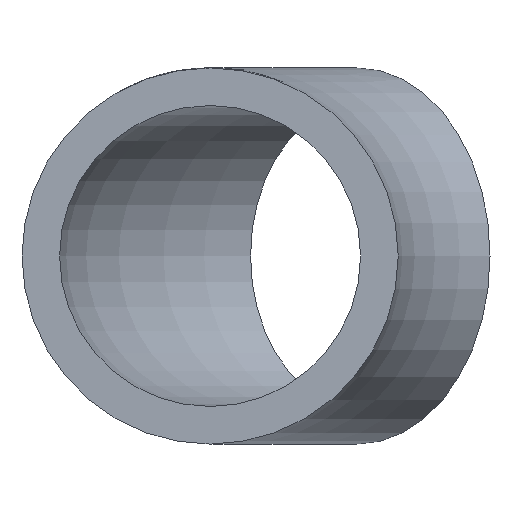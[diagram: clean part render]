
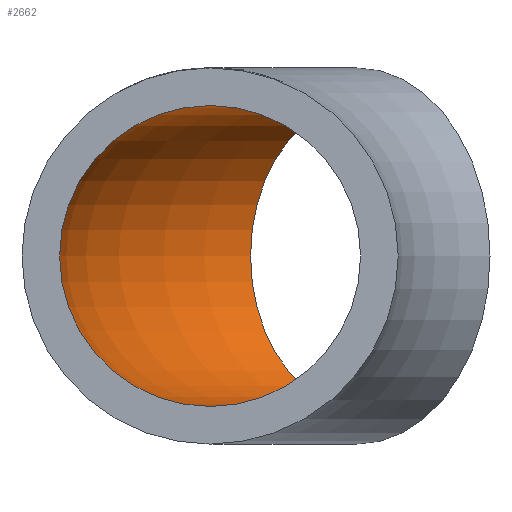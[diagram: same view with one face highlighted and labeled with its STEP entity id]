
A CAD part, front view. The second image highlights one B-rep face of the part: STEP entity #2662.
In plain terms, the highlighted toroidal (fillet/blend) face has major radius 20 mm and minor radius 6 mm.
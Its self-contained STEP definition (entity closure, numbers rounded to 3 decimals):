
#114 = EDGE_LOOP ( 'NONE', ( #7680 ) ) ;
#184 = CARTESIAN_POINT ( 'NONE',  ( -20., 0., 6. ) ) ;
#1136 = DIRECTION ( 'NONE',  ( 0., 1., 0. ) ) ;
#1193 = CARTESIAN_POINT ( 'NONE',  ( -20., 0., 0. ) ) ;
#1613 = CIRCLE ( 'NONE', #5263, 6. ) ;
#1632 = AXIS2_PLACEMENT_3D ( 'NONE', #1193, #1136, #10530 ) ;
#2662 = ADVANCED_FACE ( 'NONE', ( #4859, #3879 ), #2973, .F. ) ;
#2973 = TOROIDAL_SURFACE ( 'NONE', #7661, 20., 6. ) ;
#3460 = CARTESIAN_POINT ( 'NONE',  ( -14.142, 14.142, 0. ) ) ;
#3879 = FACE_OUTER_BOUND ( 'NONE', #5528, .T. ) ;
#4859 = FACE_OUTER_BOUND ( 'NONE', #114, .T. ) ;
#5200 = EDGE_CURVE ( 'NONE', #9380, #9380, #1613, .T. ) ;
#5215 = VERTEX_POINT ( 'NONE', #184 ) ;
#5263 = AXIS2_PLACEMENT_3D ( 'NONE', #3460, #9418, #9364 ) ;
#5528 = EDGE_LOOP ( 'NONE', ( #10753 ) ) ;
#7088 = DIRECTION ( 'NONE',  ( -1., 0., 0. ) ) ;
#7661 = AXIS2_PLACEMENT_3D ( 'NONE', #8805, #9865, #7088 ) ;
#7680 = ORIENTED_EDGE ( 'NONE', *, *, #5200, .T. ) ;
#8463 = EDGE_CURVE ( 'NONE', #5215, #5215, #9484, .T. ) ;
#8805 = CARTESIAN_POINT ( 'NONE',  ( 0., 0., 0. ) ) ;
#9364 = DIRECTION ( 'NONE',  ( -0.707, 0.707, 0. ) ) ;
#9380 = VERTEX_POINT ( 'NONE', #10150 ) ;
#9418 = DIRECTION ( 'NONE',  ( 0.707, 0.707, 0. ) ) ;
#9484 = CIRCLE ( 'NONE', #1632, 6. ) ;
#9865 = DIRECTION ( 'NONE',  ( 0., 0., -1. ) ) ;
#10150 = CARTESIAN_POINT ( 'NONE',  ( -18.385, 18.385, 0. ) ) ;
#10530 = DIRECTION ( 'NONE',  ( 0., 0., 1. ) ) ;
#10753 = ORIENTED_EDGE ( 'NONE', *, *, #8463, .F. ) ;
